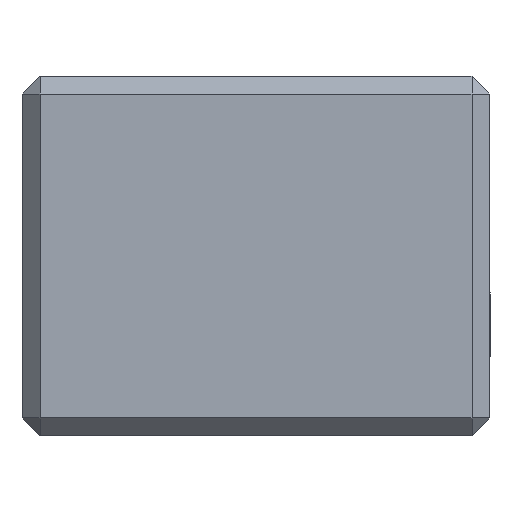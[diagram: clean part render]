
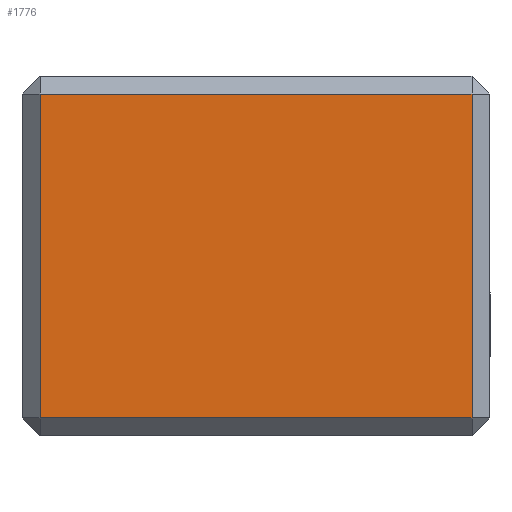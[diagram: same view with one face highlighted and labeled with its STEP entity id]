
A CAD part, left-side view. The second image highlights one B-rep face of the part: STEP entity #1776.
In plain terms, the highlighted planar face has unit normal (-1, 0, 0).
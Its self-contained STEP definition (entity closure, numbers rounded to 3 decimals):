
#100 = PLANE('',#101);
#101 = AXIS2_PLACEMENT_3D('',#102,#103,#104);
#102 = CARTESIAN_POINT('',(-6.1,19.5,0.));
#103 = DIRECTION('',(0.707,-0.707,0.));
#104 = DIRECTION('',(0.,0.,1.));
#1098 = VERTEX_POINT('',#1099);
#1099 = CARTESIAN_POINT('',(-6.6,19.,19.));
#1125 = EDGE_CURVE('',#1126,#1098,#1128,.T.);
#1126 = VERTEX_POINT('',#1127);
#1127 = CARTESIAN_POINT('',(-6.6,19.,1.));
#1128 = SURFACE_CURVE('',#1129,(#1133,#1140),.PCURVE_S1.);
#1129 = LINE('',#1130,#1131);
#1130 = CARTESIAN_POINT('',(-6.6,19.,0.));
#1131 = VECTOR('',#1132,1.);
#1132 = DIRECTION('',(0.,0.,1.));
#1133 = PCURVE('',#100,#1134);
#1134 = DEFINITIONAL_REPRESENTATION('',(#1135),#1139);
#1135 = LINE('',#1136,#1137);
#1136 = CARTESIAN_POINT('',(0.,0.707));
#1137 = VECTOR('',#1138,1.);
#1138 = DIRECTION('',(1.,0.));
#1139 = ( GEOMETRIC_REPRESENTATION_CONTEXT(2) 
PARAMETRIC_REPRESENTATION_CONTEXT() REPRESENTATION_CONTEXT('2D SPACE',''
  ) );
#1140 = PCURVE('',#1141,#1146);
#1141 = PLANE('',#1142);
#1142 = AXIS2_PLACEMENT_3D('',#1143,#1144,#1145);
#1143 = CARTESIAN_POINT('',(-6.6,20.,0.));
#1144 = DIRECTION('',(1.,0.,0.));
#1145 = DIRECTION('',(0.,-1.,0.));
#1146 = DEFINITIONAL_REPRESENTATION('',(#1147),#1151);
#1147 = LINE('',#1148,#1149);
#1148 = CARTESIAN_POINT('',(1.,0.));
#1149 = VECTOR('',#1150,1.);
#1150 = DIRECTION('',(0.,-1.));
#1151 = ( GEOMETRIC_REPRESENTATION_CONTEXT(2) 
PARAMETRIC_REPRESENTATION_CONTEXT() REPRESENTATION_CONTEXT('2D SPACE',''
  ) );
#1251 = PLANE('',#1252);
#1252 = AXIS2_PLACEMENT_3D('',#1253,#1254,#1255);
#1253 = CARTESIAN_POINT('',(-6.1,20.,19.5));
#1254 = DIRECTION('',(0.707,0.,-0.707));
#1255 = DIRECTION('',(0.,1.,0.));
#1522 = PLANE('',#1523);
#1523 = AXIS2_PLACEMENT_3D('',#1524,#1525,#1526);
#1524 = CARTESIAN_POINT('',(-6.1,20.,0.5));
#1525 = DIRECTION('',(-0.707,0.,-0.707));
#1526 = DIRECTION('',(0.,-1.,0.));
#1776 = ADVANCED_FACE('',(#1777),#1141,.F.);
#1777 = FACE_BOUND('',#1778,.F.);
#1778 = EDGE_LOOP('',(#1779,#1780,#1803,#1831));
#1779 = ORIENTED_EDGE('',*,*,#1125,.T.);
#1780 = ORIENTED_EDGE('',*,*,#1781,.T.);
#1781 = EDGE_CURVE('',#1098,#1782,#1784,.T.);
#1782 = VERTEX_POINT('',#1783);
#1783 = CARTESIAN_POINT('',(-6.6,-5.,19.));
#1784 = SURFACE_CURVE('',#1785,(#1789,#1796),.PCURVE_S1.);
#1785 = LINE('',#1786,#1787);
#1786 = CARTESIAN_POINT('',(-6.6,20.,19.));
#1787 = VECTOR('',#1788,1.);
#1788 = DIRECTION('',(0.,-1.,0.));
#1789 = PCURVE('',#1141,#1790);
#1790 = DEFINITIONAL_REPRESENTATION('',(#1791),#1795);
#1791 = LINE('',#1792,#1793);
#1792 = CARTESIAN_POINT('',(0.,-19.));
#1793 = VECTOR('',#1794,1.);
#1794 = DIRECTION('',(1.,0.));
#1795 = ( GEOMETRIC_REPRESENTATION_CONTEXT(2) 
PARAMETRIC_REPRESENTATION_CONTEXT() REPRESENTATION_CONTEXT('2D SPACE',''
  ) );
#1796 = PCURVE('',#1251,#1797);
#1797 = DEFINITIONAL_REPRESENTATION('',(#1798),#1802);
#1798 = LINE('',#1799,#1800);
#1799 = CARTESIAN_POINT('',(-0.,-0.707));
#1800 = VECTOR('',#1801,1.);
#1801 = DIRECTION('',(-1.,0.));
#1802 = ( GEOMETRIC_REPRESENTATION_CONTEXT(2) 
PARAMETRIC_REPRESENTATION_CONTEXT() REPRESENTATION_CONTEXT('2D SPACE',''
  ) );
#1803 = ORIENTED_EDGE('',*,*,#1804,.F.);
#1804 = EDGE_CURVE('',#1805,#1782,#1807,.T.);
#1805 = VERTEX_POINT('',#1806);
#1806 = CARTESIAN_POINT('',(-6.6,-5.,1.));
#1807 = SURFACE_CURVE('',#1808,(#1812,#1819),.PCURVE_S1.);
#1808 = LINE('',#1809,#1810);
#1809 = CARTESIAN_POINT('',(-6.6,-5.,0.));
#1810 = VECTOR('',#1811,1.);
#1811 = DIRECTION('',(0.,0.,1.));
#1812 = PCURVE('',#1141,#1813);
#1813 = DEFINITIONAL_REPRESENTATION('',(#1814),#1818);
#1814 = LINE('',#1815,#1816);
#1815 = CARTESIAN_POINT('',(25.,0.));
#1816 = VECTOR('',#1817,1.);
#1817 = DIRECTION('',(0.,-1.));
#1818 = ( GEOMETRIC_REPRESENTATION_CONTEXT(2) 
PARAMETRIC_REPRESENTATION_CONTEXT() REPRESENTATION_CONTEXT('2D SPACE',''
  ) );
#1819 = PCURVE('',#1820,#1825);
#1820 = PLANE('',#1821);
#1821 = AXIS2_PLACEMENT_3D('',#1822,#1823,#1824);
#1822 = CARTESIAN_POINT('',(-6.1,-5.5,0.));
#1823 = DIRECTION('',(-0.707,-0.707,0.));
#1824 = DIRECTION('',(-0.,-0.,-1.));
#1825 = DEFINITIONAL_REPRESENTATION('',(#1826),#1830);
#1826 = LINE('',#1827,#1828);
#1827 = CARTESIAN_POINT('',(-0.,-0.707));
#1828 = VECTOR('',#1829,1.);
#1829 = DIRECTION('',(-1.,0.));
#1830 = ( GEOMETRIC_REPRESENTATION_CONTEXT(2) 
PARAMETRIC_REPRESENTATION_CONTEXT() REPRESENTATION_CONTEXT('2D SPACE',''
  ) );
#1831 = ORIENTED_EDGE('',*,*,#1832,.F.);
#1832 = EDGE_CURVE('',#1126,#1805,#1833,.T.);
#1833 = SURFACE_CURVE('',#1834,(#1838,#1845),.PCURVE_S1.);
#1834 = LINE('',#1835,#1836);
#1835 = CARTESIAN_POINT('',(-6.6,20.,1.));
#1836 = VECTOR('',#1837,1.);
#1837 = DIRECTION('',(0.,-1.,0.));
#1838 = PCURVE('',#1141,#1839);
#1839 = DEFINITIONAL_REPRESENTATION('',(#1840),#1844);
#1840 = LINE('',#1841,#1842);
#1841 = CARTESIAN_POINT('',(0.,-1.));
#1842 = VECTOR('',#1843,1.);
#1843 = DIRECTION('',(1.,0.));
#1844 = ( GEOMETRIC_REPRESENTATION_CONTEXT(2) 
PARAMETRIC_REPRESENTATION_CONTEXT() REPRESENTATION_CONTEXT('2D SPACE',''
  ) );
#1845 = PCURVE('',#1522,#1846);
#1846 = DEFINITIONAL_REPRESENTATION('',(#1847),#1851);
#1847 = LINE('',#1848,#1849);
#1848 = CARTESIAN_POINT('',(0.,0.707));
#1849 = VECTOR('',#1850,1.);
#1850 = DIRECTION('',(1.,0.));
#1851 = ( GEOMETRIC_REPRESENTATION_CONTEXT(2) 
PARAMETRIC_REPRESENTATION_CONTEXT() REPRESENTATION_CONTEXT('2D SPACE',''
  ) );
